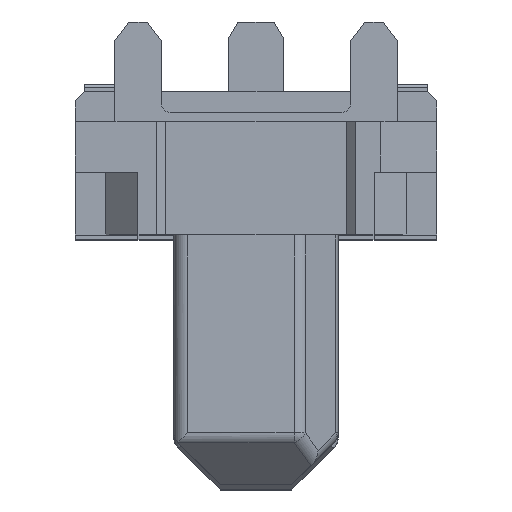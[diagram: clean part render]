
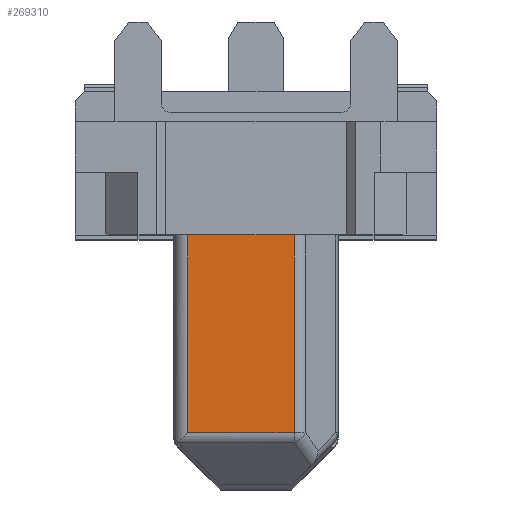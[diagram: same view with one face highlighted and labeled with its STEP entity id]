
A CAD part, top view. The second image highlights one B-rep face of the part: STEP entity #269310.
In plain terms, the highlighted planar face has unit normal (0, 0, 1).
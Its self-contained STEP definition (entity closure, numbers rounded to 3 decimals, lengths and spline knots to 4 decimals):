
#13890=CARTESIAN_POINT('',(-3.3508,11.5306,16.075));
#13900=VERTEX_POINT('',#13890);
#13930=CARTESIAN_POINT('',(-2.0477,11.5306,16.075));
#13940=DIRECTION('',(1.,0.,0.));
#13950=VECTOR('',#13940,1.);
#13960=LINE('',#13930,#13950);
#13970=CARTESIAN_POINT('',(-5.6481,11.5306,16.075));
#13980=VERTEX_POINT('',#13970);
#13990=EDGE_CURVE('',#13980,#13900,#13960,.T.);
#261140=CARTESIAN_POINT('',(-5.6481,15.7197,16.075));
#261150=DIRECTION('',(0.,-1.,0.));
#261160=VECTOR('',#261150,1.);
#261170=LINE('',#261140,#261160);
#261180=CARTESIAN_POINT('',(-5.6481,7.2549,16.075));
#261190=VERTEX_POINT('',#261180);
#261200=EDGE_CURVE('',#13980,#261190,#261170,.T.);
#266630=CARTESIAN_POINT('',(-3.3508,7.2549,16.075));
#266640=VERTEX_POINT('',#266630);
#266670=CARTESIAN_POINT('',(-3.3508,15.7197,16.075));
#266680=DIRECTION('',(0.,1.,0.));
#266690=VECTOR('',#266680,1.);
#266700=LINE('',#266670,#266690);
#266710=EDGE_CURVE('',#266640,#13900,#266700,.T.);
#267400=CARTESIAN_POINT('',(-2.0477,7.2549,16.075));
#267410=DIRECTION('',(-1.,0.,0.));
#267420=VECTOR('',#267410,1.);
#267430=LINE('',#267400,#267420);
#267440=EDGE_CURVE('',#266640,#261190,#267430,.T.);
#269200=CARTESIAN_POINT('',(-4.814,6.9102,16.075));
#269210=DIRECTION('',(0.,0.,1.));
#269220=DIRECTION('',(1.,0.,0.));
#269230=AXIS2_PLACEMENT_3D('',#269200,#269210,#269220);
#269240=PLANE('',#269230);
#269250=ORIENTED_EDGE('',*,*,#267440,.F.);
#269260=ORIENTED_EDGE('',*,*,#261200,.T.);
#269270=ORIENTED_EDGE('',*,*,#13990,.F.);
#269280=ORIENTED_EDGE('',*,*,#266710,.T.);
#269290=EDGE_LOOP('',(#269280,#269270,#269260,#269250));
#269300=FACE_OUTER_BOUND('',#269290,.T.);
#269310=ADVANCED_FACE('',(#269300),#269240,.T.);
